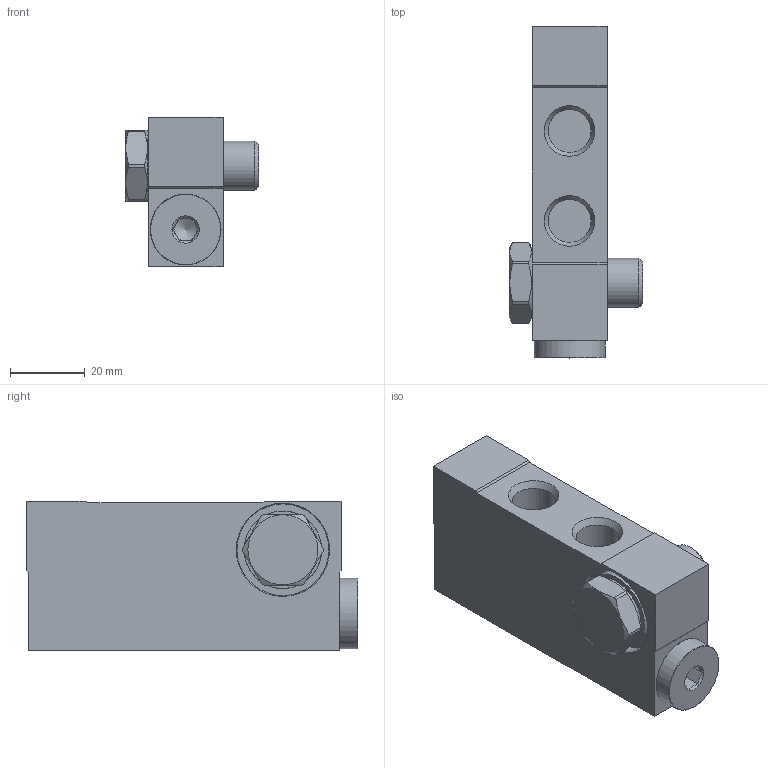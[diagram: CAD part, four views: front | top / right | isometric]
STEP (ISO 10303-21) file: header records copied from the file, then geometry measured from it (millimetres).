
FILE_DESCRIPTION(/* description */ ('Unknown'),/* implementation_level */ '2;1');
FILE_NAME(/* name */ 'V0117',/* time_stamp */ '2024-01-09T15:10:21+01:00',/* author */ ('Unknown'),/* organization */ ('Unknown'),/* preprocessor_version */ 'ST-DEVELOPER v16.7',/* originating_system */ 'DEX',/* authorisation */ $);
FILE_SCHEMA (('AUTOMOTIVE_DESIGN {1 0 10303 214 3 1 1}'));
Length unit declared in the file: millimetre
Products named in the file (1): V0117_SE
Bounding box: 35.5 x 88.5 x 40 mm (x, y, z)
Volume: 64278 mm3; surface area: 15990.6 mm2
Topology: 1 solids, 1 shells, 93 faces, 217 edges, 142 vertices
Faces by surface type: plane 48, cylinder 26, cone 19
Full cylindrical faces by diameter (mm): 2 x1, 2.4 x4, 5 x1, 6 x1, 11.445 x5, 13.157 x1, 13.5 x1, 18.5 x1, 18.9 x1, 20.7 x2, 24.5 x2
Entity records: 2985 total; most frequent: CARTESIAN_POINT 453, DIRECTION 396, ORIENTED_EDGE 310, AXIS2_PLACEMENT_3D 165, EDGE_CURVE 155, FACE_BOUND 149, EDGE_LOOP 148, VERTEX_POINT 120
